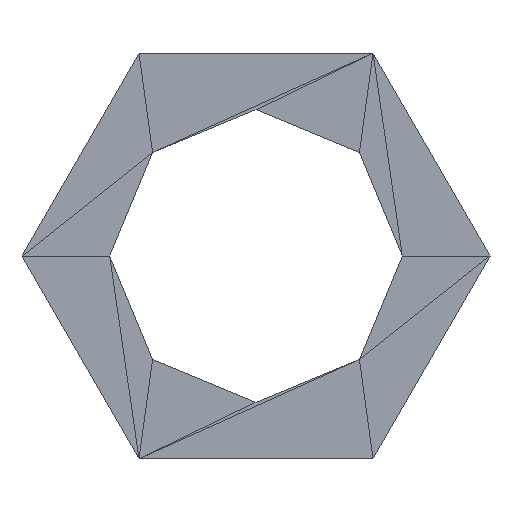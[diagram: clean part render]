
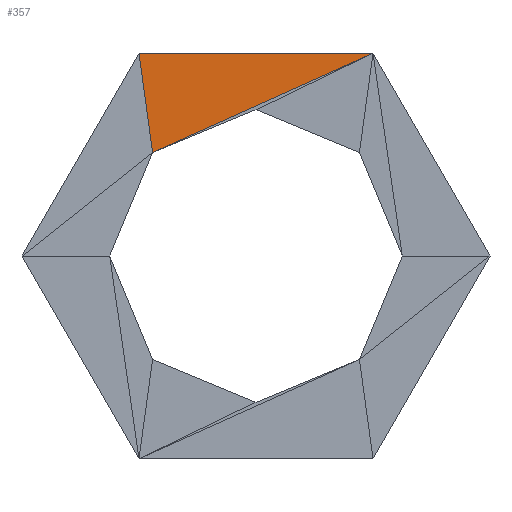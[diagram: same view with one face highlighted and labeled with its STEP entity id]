
A CAD part, front view. The second image highlights one B-rep face of the part: STEP entity #357.
In plain terms, the highlighted planar face has unit normal (0, -1, 0).
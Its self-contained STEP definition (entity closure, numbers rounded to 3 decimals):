
#22 = VERTEX_POINT('',#23);
#23 = CARTESIAN_POINT('',(0.499,-0.075,
    0.864));
#223 = EDGE_CURVE('',#22,#224,#226,.T.);
#224 = VERTEX_POINT('',#225);
#225 = CARTESIAN_POINT('',(-0.441,-0.075,
    0.441));
#226 = LINE('',#227,#228);
#227 = CARTESIAN_POINT('',(0.499,-0.075,
    0.864));
#228 = VECTOR('',#229,1.);
#229 = DIRECTION('',(-0.912,0.,-0.411));
#339 = VERTEX_POINT('',#340);
#340 = CARTESIAN_POINT('',(-0.499,-0.075,
    0.864));
#347 = EDGE_CURVE('',#224,#339,#348,.T.);
#348 = LINE('',#349,#350);
#349 = CARTESIAN_POINT('',(-0.441,-0.075,
    0.441));
#350 = VECTOR('',#351,1.);
#351 = DIRECTION('',(-0.136,0.,0.991));
#357 = ADVANCED_FACE('',(#358),#368,.T.);
#358 = FACE_BOUND('',#359,.T.);
#359 = EDGE_LOOP('',(#360,#366,#367));
#360 = ORIENTED_EDGE('',*,*,#361,.T.);
#361 = EDGE_CURVE('',#22,#339,#362,.T.);
#362 = LINE('',#363,#364);
#363 = CARTESIAN_POINT('',(0.499,-0.075,
    0.864));
#364 = VECTOR('',#365,1.);
#365 = DIRECTION('',(-1.,0.,0.));
#366 = ORIENTED_EDGE('',*,*,#347,.F.);
#367 = ORIENTED_EDGE('',*,*,#223,.F.);
#368 = PLANE('',#369);
#369 = AXIS2_PLACEMENT_3D('',#370,#371,#372);
#370 = CARTESIAN_POINT('',(-0.07,-0.075,
    0.738));
#371 = DIRECTION('',(-0.,-1.,-0.));
#372 = DIRECTION('',(0.,0.,-1.));
